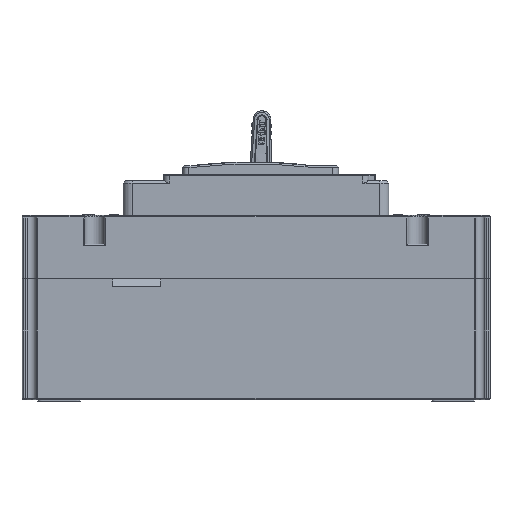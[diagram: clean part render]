
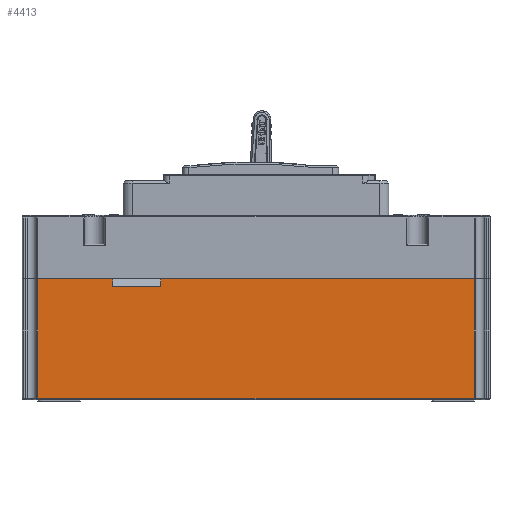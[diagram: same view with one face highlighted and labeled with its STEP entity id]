
A CAD part, left-side view. The second image highlights one B-rep face of the part: STEP entity #4413.
In plain terms, the highlighted planar face has unit normal (-1, 0, 0).
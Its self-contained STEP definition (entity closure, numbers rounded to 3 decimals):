
#4413=ADVANCED_FACE('',(#9037),#7004,.T.);
#7004=PLANE('',#55268);
#9037=FACE_OUTER_BOUND('',#11851,.T.);
#11851=EDGE_LOOP('',(#19835,#19836,#19837,#19838,#19839,#19840,#19841,#19842));
#19835=ORIENTED_EDGE('',*,*,#38019,.F.);
#19836=ORIENTED_EDGE('',*,*,#38020,.T.);
#19837=ORIENTED_EDGE('',*,*,#38021,.T.);
#19838=ORIENTED_EDGE('',*,*,#38022,.T.);
#19839=ORIENTED_EDGE('',*,*,#38023,.F.);
#19840=ORIENTED_EDGE('',*,*,#38024,.F.);
#19841=ORIENTED_EDGE('',*,*,#38025,.T.);
#19842=ORIENTED_EDGE('',*,*,#38026,.T.);
#32162=VERTEX_POINT('',#85842);
#32163=VERTEX_POINT('',#85843);
#32164=VERTEX_POINT('',#85845);
#32165=VERTEX_POINT('',#85847);
#32166=VERTEX_POINT('',#85849);
#32167=VERTEX_POINT('',#85851);
#32168=VERTEX_POINT('',#85853);
#32169=VERTEX_POINT('',#85855);
#38019=EDGE_CURVE('',#32162,#32163,#44890,.T.);
#38020=EDGE_CURVE('',#32162,#32164,#44891,.T.);
#38021=EDGE_CURVE('',#32164,#32165,#44892,.T.);
#38022=EDGE_CURVE('',#32165,#32166,#44893,.T.);
#38023=EDGE_CURVE('',#32167,#32166,#44894,.T.);
#38024=EDGE_CURVE('',#32168,#32167,#44895,.T.);
#38025=EDGE_CURVE('',#32168,#32169,#44896,.T.);
#38026=EDGE_CURVE('',#32169,#32163,#44897,.T.);
#44890=LINE('',#85841,#50311);
#44891=LINE('',#85844,#50312);
#44892=LINE('',#85846,#50313);
#44893=LINE('',#85848,#50314);
#44894=LINE('',#85850,#50315);
#44895=LINE('',#85852,#50316);
#44896=LINE('',#85854,#50317);
#44897=LINE('',#85856,#50318);
#50311=VECTOR('',#62649,1.);
#50312=VECTOR('',#62650,1.);
#50313=VECTOR('',#62651,1.);
#50314=VECTOR('',#62652,1.);
#50315=VECTOR('',#62653,1.);
#50316=VECTOR('',#62654,1.);
#50317=VECTOR('',#62655,1.);
#50318=VECTOR('',#62656,1.);
#55268=AXIS2_PLACEMENT_3D('',#85857,#62657,#62658);
#62649=DIRECTION('',(0.,-1.,0.));
#62650=DIRECTION('',(0.,0.,-1.));
#62651=DIRECTION('',(0.,-1.,0.));
#62652=DIRECTION('',(0.,0.,1.));
#62653=DIRECTION('',(0.,-1.,0.));
#62654=DIRECTION('',(0.,0.,1.));
#62655=DIRECTION('',(0.,1.,0.));
#62656=DIRECTION('',(0.,0.,1.));
#62657=DIRECTION('',(-1.,0.,0.));
#62658=DIRECTION('',(0.,-1.,0.));
#85841=CARTESIAN_POINT('',(549.,540.672,0.));
#85842=CARTESIAN_POINT('',(549.,549.806,0.));
#85843=CARTESIAN_POINT('',(549.,525.,0.));
#85844=CARTESIAN_POINT('',(549.,549.806,-40.));
#85845=CARTESIAN_POINT('',(549.,549.806,-39.5));
#85846=CARTESIAN_POINT('',(549.,404.75,-39.5));
#85847=CARTESIAN_POINT('',(549.,405.194,-39.5));
#85848=CARTESIAN_POINT('',(549.,405.194,0.));
#85849=CARTESIAN_POINT('',(549.,405.194,0.));
#85850=CARTESIAN_POINT('',(549.,477.5,0.));
#85851=CARTESIAN_POINT('',(549.,509.,0.));
#85852=CARTESIAN_POINT('',(549.,509.,-2.5));
#85853=CARTESIAN_POINT('',(549.,509.,-2.5));
#85854=CARTESIAN_POINT('',(549.,509.,-2.5));
#85855=CARTESIAN_POINT('',(549.,525.,-2.5));
#85856=CARTESIAN_POINT('',(549.,525.,-2.5));
#85857=CARTESIAN_POINT('',(549.,555.,-40.));
